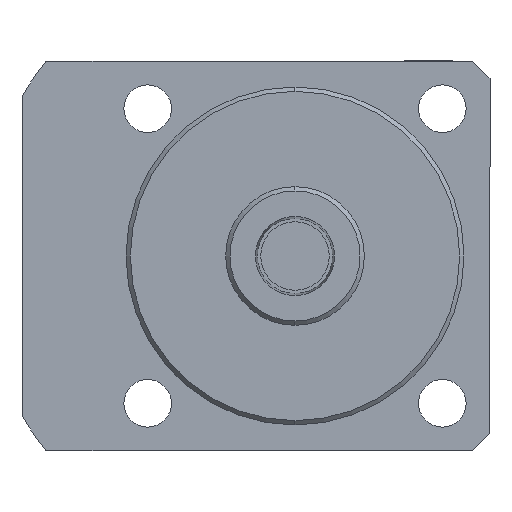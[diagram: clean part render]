
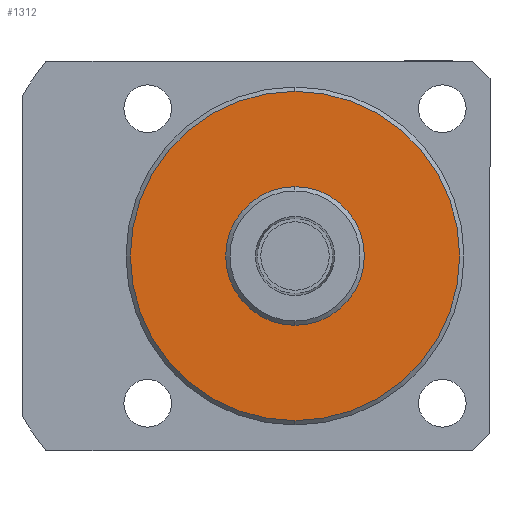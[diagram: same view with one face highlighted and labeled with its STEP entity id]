
A CAD part, front view. The second image highlights one B-rep face of the part: STEP entity #1312.
In plain terms, the highlighted planar face has unit normal (0, -1, 0).
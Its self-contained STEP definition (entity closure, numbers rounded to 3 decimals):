
#1 = EDGE_LOOP ( 'NONE', ( #138, #137 ) ) ;
#94 = EDGE_LOOP ( 'NONE', ( #136, #135 ) ) ;
#135 = ORIENTED_EDGE ( 'NONE', *, *, #1380, .F. ) ;
#136 = ORIENTED_EDGE ( 'NONE', *, *, #1343, .F. ) ;
#137 = ORIENTED_EDGE ( 'NONE', *, *, #1382, .T. ) ;
#138 = ORIENTED_EDGE ( 'NONE', *, *, #1342, .T. ) ;
#298 = CARTESIAN_POINT ( 'NONE',  ( 0., 0., 0. ) ) ;
#299 = DIRECTION ( 'NONE',  ( 0., -1., 0. ) ) ;
#300 = DIRECTION ( 'NONE',  ( 0., 0., 1. ) ) ;
#307 = CARTESIAN_POINT ( 'NONE',  ( 0., 0., 0. ) ) ;
#308 = DIRECTION ( 'NONE',  ( 0., -1., 0. ) ) ;
#309 = DIRECTION ( 'NONE',  ( 0., 0., 1. ) ) ;
#525 = CIRCLE ( 'NONE', #2023, 8. ) ;
#528 = CIRCLE ( 'NONE', #2022, 19. ) ;
#592 = PLANE ( 'NONE',  #2008 ) ;
#597 = CARTESIAN_POINT ( 'NONE',  ( 0., 0., 0. ) ) ;
#680 = DIRECTION ( 'NONE',  ( 0., 0., 1. ) ) ;
#681 = DIRECTION ( 'NONE',  ( 0., 1., 0. ) ) ;
#710 = VERTEX_POINT ( 'NONE', #1459 ) ;
#760 = VERTEX_POINT ( 'NONE', #1433 ) ;
#762 = VERTEX_POINT ( 'NONE', #1438 ) ;
#780 = VERTEX_POINT ( 'NONE', #1536 ) ;
#928 = FACE_OUTER_BOUND ( 'NONE', #1, .T. ) ;
#934 = FACE_BOUND ( 'NONE', #94, .T. ) ;
#1312 = ADVANCED_FACE ( 'NONE', ( #928, #934 ), #592, .F. ) ;
#1342 = EDGE_CURVE ( 'NONE', #762, #760, #528, .T. ) ;
#1343 = EDGE_CURVE ( 'NONE', #780, #710, #525, .T. ) ;
#1380 = EDGE_CURVE ( 'NONE', #710, #780, #2235, .T. ) ;
#1382 = EDGE_CURVE ( 'NONE', #760, #762, #2231, .T. ) ;
#1433 = CARTESIAN_POINT ( 'NONE',  ( 0., 0., -19. ) ) ;
#1438 = CARTESIAN_POINT ( 'NONE',  ( 0., 0., 19. ) ) ;
#1459 = CARTESIAN_POINT ( 'NONE',  ( 0., 0., -8. ) ) ;
#1536 = CARTESIAN_POINT ( 'NONE',  ( 0., 0., 8. ) ) ;
#2008 = AXIS2_PLACEMENT_3D ( 'NONE', #597, #681, #680 ) ;
#2022 = AXIS2_PLACEMENT_3D ( 'NONE', #2304, #2303, #2300 ) ;
#2023 = AXIS2_PLACEMENT_3D ( 'NONE', #2299, #2295, #2294 ) ;
#2040 = AXIS2_PLACEMENT_3D ( 'NONE', #298, #299, #300 ) ;
#2079 = AXIS2_PLACEMENT_3D ( 'NONE', #307, #308, #309 ) ;
#2231 = CIRCLE ( 'NONE', #2079, 19. ) ;
#2235 = CIRCLE ( 'NONE', #2040, 8. ) ;
#2294 = DIRECTION ( 'NONE',  ( 0., 0., 1. ) ) ;
#2295 = DIRECTION ( 'NONE',  ( 0., -1., 0. ) ) ;
#2299 = CARTESIAN_POINT ( 'NONE',  ( 0., 0., 0. ) ) ;
#2300 = DIRECTION ( 'NONE',  ( 0., 0., 1. ) ) ;
#2303 = DIRECTION ( 'NONE',  ( 0., -1., 0. ) ) ;
#2304 = CARTESIAN_POINT ( 'NONE',  ( 0., 0., 0. ) ) ;
